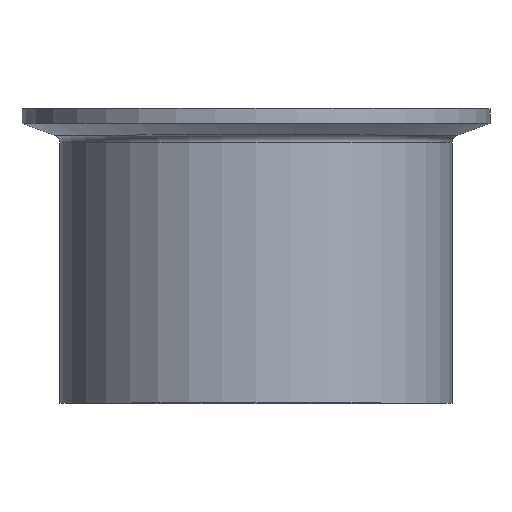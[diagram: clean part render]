
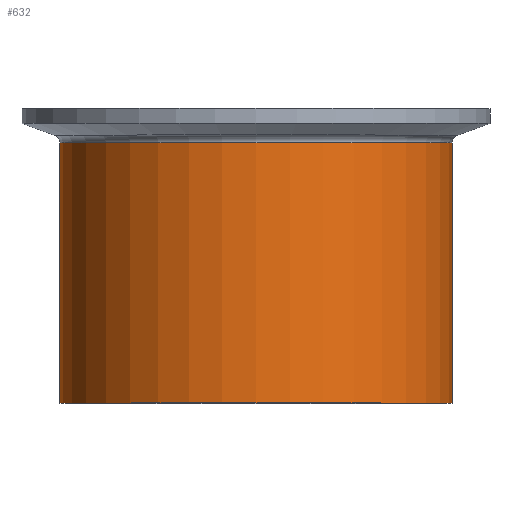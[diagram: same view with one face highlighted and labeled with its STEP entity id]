
A CAD part, top view. The second image highlights one B-rep face of the part: STEP entity #632.
In plain terms, the highlighted cylindrical face has radius 38.1 mm (diameter 76.2 mm), a partial arc.
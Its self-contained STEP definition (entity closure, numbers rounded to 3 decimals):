
#28 = VERTEX_POINT ( 'NONE', #642 ) ;
#73 = ORIENTED_EDGE ( 'NONE', *, *, #301, .F. ) ;
#86 = AXIS2_PLACEMENT_3D ( 'NONE', #408, #518, #574 ) ;
#102 = CYLINDRICAL_SURFACE ( 'NONE', #562, 38.1 ) ;
#108 = EDGE_CURVE ( 'NONE', #437, #171, #291, .T. ) ;
#110 = CARTESIAN_POINT ( 'NONE',  ( -61.984, -48.928, 0. ) ) ;
#163 = CARTESIAN_POINT ( 'NONE',  ( -61.984, -106.128, 0. ) ) ;
#171 = VERTEX_POINT ( 'NONE', #659 ) ;
#176 = DIRECTION ( 'NONE',  ( 0., 1., 0. ) ) ;
#200 = AXIS2_PLACEMENT_3D ( 'NONE', #163, #596, #538 ) ;
#219 = DIRECTION ( 'NONE',  ( 0., 1., 0. ) ) ;
#285 = CARTESIAN_POINT ( 'NONE',  ( -23.884, -48.928, 0. ) ) ;
#291 = LINE ( 'NONE', #343, #458 ) ;
#301 = EDGE_CURVE ( 'NONE', #171, #28, #354, .T. ) ;
#343 = CARTESIAN_POINT ( 'NONE',  ( -100.084, -48.928, 0. ) ) ;
#354 = CIRCLE ( 'NONE', #86, 38.1 ) ;
#400 = EDGE_LOOP ( 'NONE', ( #665, #586, #73, #427 ) ) ;
#408 = CARTESIAN_POINT ( 'NONE',  ( -61.984, -55.576, 0. ) ) ;
#413 = CARTESIAN_POINT ( 'NONE',  ( -100.084, -106.128, 0. ) ) ;
#416 = CIRCLE ( 'NONE', #200, 38.1 ) ;
#427 = ORIENTED_EDGE ( 'NONE', *, *, #108, .F. ) ;
#428 = LINE ( 'NONE', #285, #675 ) ;
#437 = VERTEX_POINT ( 'NONE', #413 ) ;
#458 = VECTOR ( 'NONE', #545, 1000. ) ;
#464 = EDGE_CURVE ( 'NONE', #437, #636, #416, .T. ) ;
#518 = DIRECTION ( 'NONE',  ( 0., 1., 0. ) ) ;
#538 = DIRECTION ( 'NONE',  ( -1., 0., 0. ) ) ;
#545 = DIRECTION ( 'NONE',  ( 0., 1., 0. ) ) ;
#546 = CARTESIAN_POINT ( 'NONE',  ( -23.884, -106.128, 0. ) ) ;
#553 = FACE_OUTER_BOUND ( 'NONE', #400, .T. ) ;
#562 = AXIS2_PLACEMENT_3D ( 'NONE', #110, #219, #652 ) ;
#571 = EDGE_CURVE ( 'NONE', #636, #28, #428, .T. ) ;
#574 = DIRECTION ( 'NONE',  ( -1., 0., 0. ) ) ;
#586 = ORIENTED_EDGE ( 'NONE', *, *, #571, .T. ) ;
#596 = DIRECTION ( 'NONE',  ( 0., 1., 0. ) ) ;
#632 = ADVANCED_FACE ( 'NONE', ( #553 ), #102, .T. ) ;
#636 = VERTEX_POINT ( 'NONE', #546 ) ;
#642 = CARTESIAN_POINT ( 'NONE',  ( -23.884, -55.576, 0. ) ) ;
#652 = DIRECTION ( 'NONE',  ( -1., 0., 0. ) ) ;
#659 = CARTESIAN_POINT ( 'NONE',  ( -100.084, -55.576, 0. ) ) ;
#665 = ORIENTED_EDGE ( 'NONE', *, *, #464, .T. ) ;
#675 = VECTOR ( 'NONE', #176, 1000. ) ;
